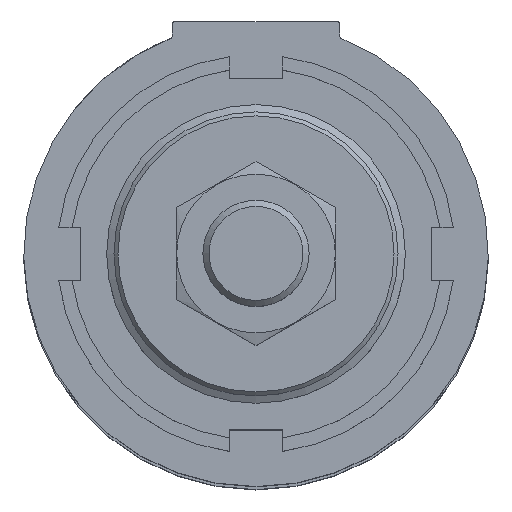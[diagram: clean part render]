
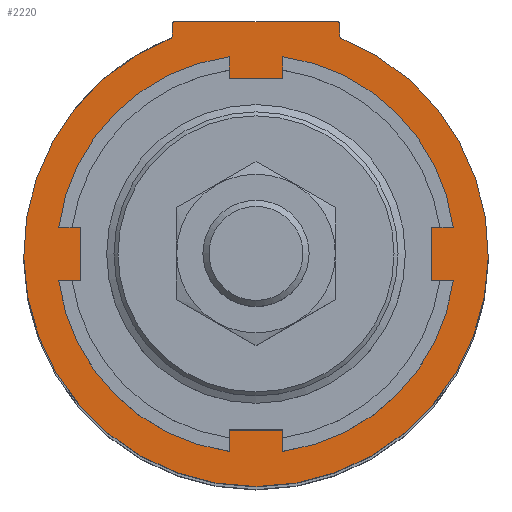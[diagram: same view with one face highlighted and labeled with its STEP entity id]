
A CAD part, top view. The second image highlights one B-rep face of the part: STEP entity #2220.
In plain terms, the highlighted face is planar.
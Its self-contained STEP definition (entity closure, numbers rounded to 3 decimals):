
#84=PLANE('',#2466);
#172=LINE('',#3670,#312);
#176=LINE('',#3684,#316);
#180=LINE('',#3696,#320);
#312=VECTOR('',#2842,1000.);
#316=VECTOR('',#2856,1000.);
#320=VECTOR('',#2868,1000.);
#635=ORIENTED_EDGE('',*,*,#1176,.T.);
#636=ORIENTED_EDGE('',*,*,#1177,.T.);
#637=ORIENTED_EDGE('',*,*,#1180,.F.);
#638=ORIENTED_EDGE('',*,*,#1183,.F.);
#639=ORIENTED_EDGE('',*,*,#1187,.F.);
#640=ORIENTED_EDGE('',*,*,#1190,.F.);
#641=ORIENTED_EDGE('',*,*,#1193,.F.);
#642=ORIENTED_EDGE('',*,*,#1196,.T.);
#643=ORIENTED_EDGE('',*,*,#1159,.F.);
#1159=EDGE_CURVE('',#1443,#1444,#1632,.T.);
#1176=EDGE_CURVE('',#1460,#1460,#1645,.T.);
#1177=EDGE_CURVE('',#1443,#1461,#1646,.T.);
#1180=EDGE_CURVE('',#1463,#1461,#172,.T.);
#1183=EDGE_CURVE('',#1465,#1463,#1648,.T.);
#1187=EDGE_CURVE('',#1468,#1465,#176,.T.);
#1190=EDGE_CURVE('',#1470,#1468,#1651,.T.);
#1193=EDGE_CURVE('',#1472,#1470,#180,.T.);
#1196=EDGE_CURVE('',#1472,#1444,#1653,.T.);
#1443=VERTEX_POINT('',#3604);
#1444=VERTEX_POINT('',#3605);
#1460=VERTEX_POINT('',#3662);
#1461=VERTEX_POINT('',#3665);
#1463=VERTEX_POINT('',#3671);
#1465=VERTEX_POINT('',#3677);
#1468=VERTEX_POINT('',#3685);
#1470=VERTEX_POINT('',#3691);
#1472=VERTEX_POINT('',#3697);
#1632=CIRCLE('',#2423,35.);
#1645=CIRCLE('',#2447,22.5);
#1646=CIRCLE('',#2449,0.3);
#1648=CIRCLE('',#2453,0.2);
#1651=CIRCLE('',#2458,0.2);
#1653=CIRCLE('',#2462,0.3);
#1788=EDGE_LOOP('',(#635));
#1789=EDGE_LOOP('',(#636,#637,#638,#639,#640,#641,#642,#643));
#1990=FACE_BOUND('',#1788,.T.);
#1991=FACE_BOUND('',#1789,.T.);
#2220=ADVANCED_FACE('',(#1990,#1991),#84,.F.);
#2423=AXIS2_PLACEMENT_3D('',#3603,#2780,#2781);
#2447=AXIS2_PLACEMENT_3D('',#3661,#2831,#2832);
#2449=AXIS2_PLACEMENT_3D('',#3664,#2835,#2836);
#2453=AXIS2_PLACEMENT_3D('',#3676,#2847,#2848);
#2458=AXIS2_PLACEMENT_3D('',#3690,#2861,#2862);
#2462=AXIS2_PLACEMENT_3D('',#3702,#2873,#2874);
#2466=AXIS2_PLACEMENT_3D('',#3707,#2881,#2882);
#2780=DIRECTION('',(1.,0.,0.));
#2781=DIRECTION('',(0.,0.,-1.));
#2831=DIRECTION('',(1.,0.,0.));
#2832=DIRECTION('',(0.,0.,-1.));
#2835=DIRECTION('',(1.,0.,0.));
#2836=DIRECTION('',(0.,0.,-1.));
#2842=DIRECTION('',(0.,-1.,0.));
#2847=DIRECTION('',(1.,0.,0.));
#2848=DIRECTION('',(0.,0.,-1.));
#2856=DIRECTION('',(0.,0.,1.));
#2861=DIRECTION('',(1.,0.,0.));
#2862=DIRECTION('',(0.,0.,-1.));
#2868=DIRECTION('',(0.,1.,0.));
#2873=DIRECTION('',(1.,0.,0.));
#2874=DIRECTION('',(0.,0.,-1.));
#2881=DIRECTION('',(1.,0.,0.));
#2882=DIRECTION('',(0.,0.,-1.));
#3603=CARTESIAN_POINT('',(33.,0.,0.));
#3604=CARTESIAN_POINT('',(33.,32.579,12.79));
#3605=CARTESIAN_POINT('',(33.,32.579,-12.79));
#3661=CARTESIAN_POINT('',(33.,0.,0.));
#3662=CARTESIAN_POINT('',(33.,0.,-22.5));
#3664=CARTESIAN_POINT('',(33.,32.858,12.9));
#3665=CARTESIAN_POINT('',(33.,32.858,12.6));
#3670=CARTESIAN_POINT('',(33.,34.8,12.6));
#3671=CARTESIAN_POINT('',(33.,34.8,12.6));
#3676=CARTESIAN_POINT('',(33.,34.8,12.4));
#3677=CARTESIAN_POINT('',(33.,35.,12.4));
#3684=CARTESIAN_POINT('',(33.,35.,-12.4));
#3685=CARTESIAN_POINT('',(33.,35.,-12.4));
#3690=CARTESIAN_POINT('',(33.,34.8,-12.4));
#3691=CARTESIAN_POINT('',(33.,34.8,-12.6));
#3696=CARTESIAN_POINT('',(33.,32.858,-12.6));
#3697=CARTESIAN_POINT('',(33.,32.858,-12.6));
#3702=CARTESIAN_POINT('',(33.,32.858,-12.9));
#3707=CARTESIAN_POINT('',(33.,32.858,12.9));
